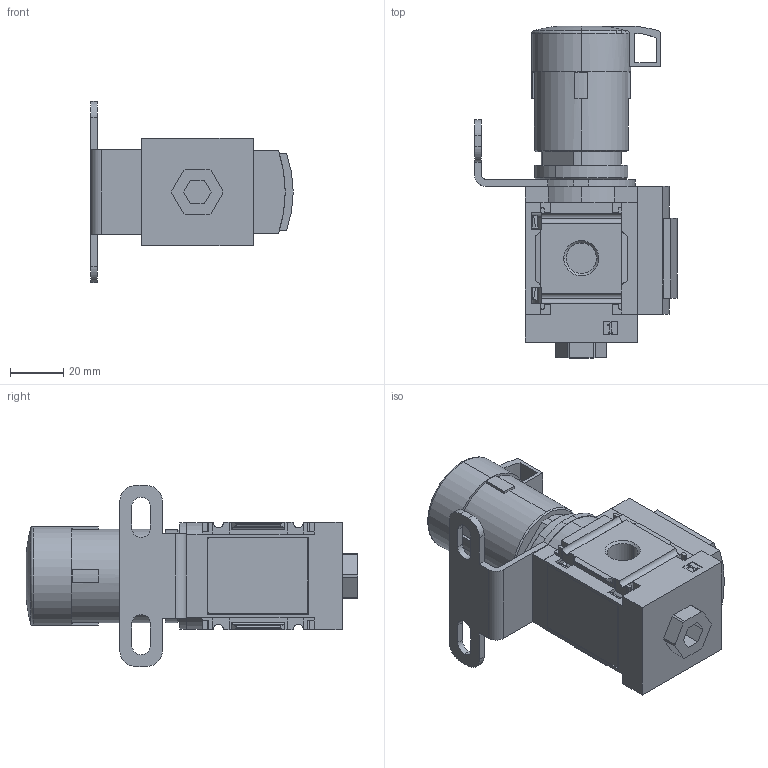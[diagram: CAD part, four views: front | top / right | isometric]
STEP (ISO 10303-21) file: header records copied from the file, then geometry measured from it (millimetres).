
FILE_DESCRIPTION (( 'STEP AP203' ), '1' );
FILE_NAME ('SE_01_2_3000.STEP', '2020-10-21T10:58:24', ( '' ), ( '' ), 'SwSTEP 2.0', 'SolidWorks 2017', '' );
FILE_SCHEMA (( 'CONFIG_CONTROL_DESIGN' ));
Length unit declared in the file: millimetre
Products named in the file (5): SE_01_2_3002; SE_01_2_3000; SE_01_2_3003; SE_01_2_3001; SE_01_2_3004
Assembly tree (4 placements, depth 2):
  SE_01_2_3000
    SE_01_2_3001
    SE_01_2_3002
    SE_01_2_3003
    SE_01_2_3004
Bounding box: 76 x 124.6 x 68 mm (x, y, z)
Volume: 170281.8 mm3; surface area: 37255.3 mm2
Topology: 4 solids, 4 shells, 445 faces, 1240 edges, 816 vertices
Faces by surface type: plane 311, cylinder 110, cone 18, torus 6
Entity records: 14845 total; most frequent: CARTESIAN_POINT 2696, ORIENTED_EDGE 2480, DIRECTION 2364, EDGE_CURVE 1240, VECTOR 972, LINE 972, VERTEX_POINT 816, AXIS2_PLACEMENT_3D 696
